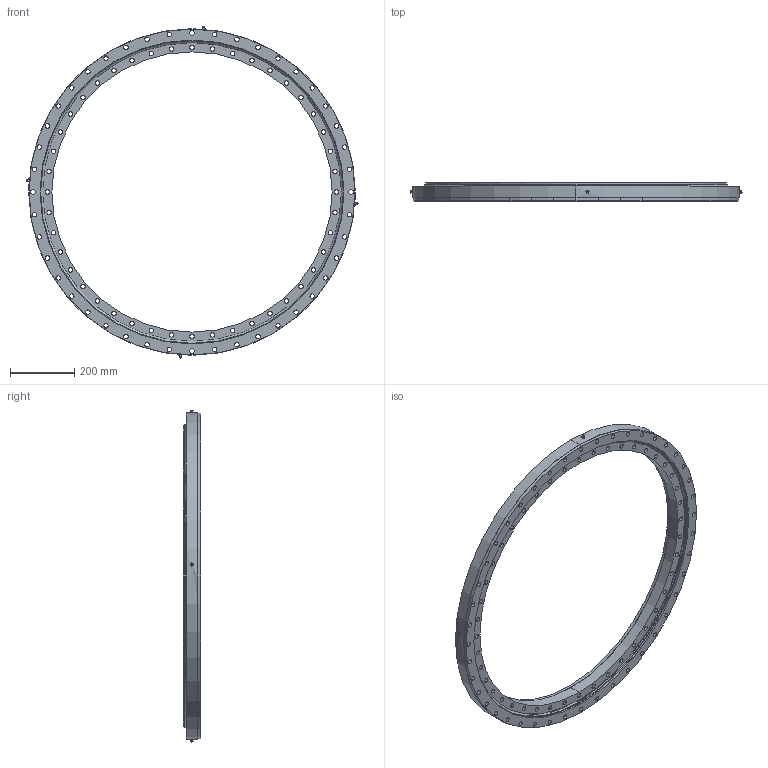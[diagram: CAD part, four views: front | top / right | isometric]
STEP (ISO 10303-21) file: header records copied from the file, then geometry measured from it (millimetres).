
FILE_DESCRIPTION (( 'STEP AP203' ), '1' );
FILE_NAME ('33-0941-01.STEP', '2017-12-28T13:06:47', ( 'defontaine' ), ( 'Hewlett-Packard Company' ), 'SwSTEP 2.0', 'SolidWorks 2016', '' );
FILE_SCHEMA (( 'CONFIG_CONTROL_DESIGN' ));
Length unit declared in the file: millimetre
Products named in the file (1): 33-0941-01
Bounding box: 1032.96 x 56 x 1032.96 mm (x, y, z)
Volume: 7995910 mm3; surface area: 1371660.6 mm2
Topology: 9 solids, 9 shells, 334 faces, 863 edges, 563 vertices
Faces by surface type: cylinder 212, plane 54, cone 32, torus 26, sphere 10
Entity records: 11329 total; most frequent: CARTESIAN_POINT 2269, DIRECTION 2038, ORIENTED_EDGE 1716, AXIS2_PLACEMENT_3D 861, EDGE_CURVE 858, VERTEX_POINT 560, EDGE_LOOP 544, CIRCLE 526
